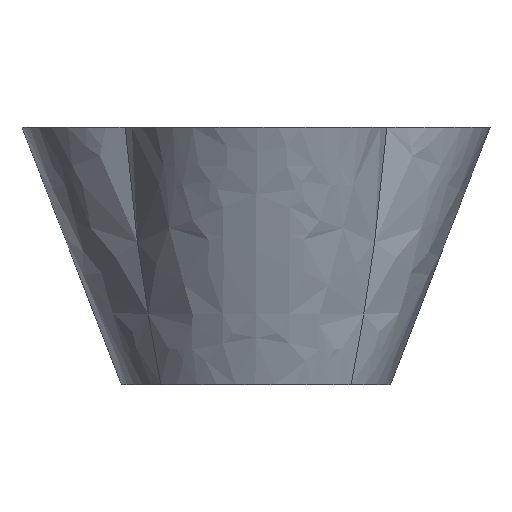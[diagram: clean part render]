
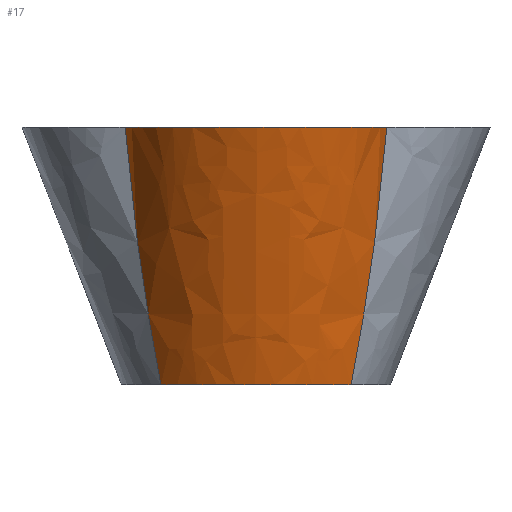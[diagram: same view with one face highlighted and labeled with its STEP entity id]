
A CAD part, front view. The second image highlights one B-rep face of the part: STEP entity #17.
In plain terms, the highlighted free-form (B-spline) face has degree [3, 1] with [4, 2] control points.
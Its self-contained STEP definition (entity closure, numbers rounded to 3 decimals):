
#17 = ADVANCED_FACE('',(#18),#58,.T.);
#18 = FACE_BOUND('',#19,.T.);
#19 = EDGE_LOOP('',(#20,#32,#42,#52));
#20 = ORIENTED_EDGE('',*,*,#21,.F.);
#21 = EDGE_CURVE('',#22,#24,#26,.T.);
#22 = VERTEX_POINT('',#23);
#23 = CARTESIAN_POINT('',(21.609,-21.609,42.512
    ));
#24 = VERTEX_POINT('',#25);
#25 = CARTESIAN_POINT('',(15.713,-15.713,0.));
#26 = B_SPLINE_CURVE_WITH_KNOTS('',3,(#27,#28,#29,#30,#31),
  .UNSPECIFIED.,.F.,.F.,(4,1,4),(0.,0.018,
    0.036),.UNSPECIFIED.);
#27 = CARTESIAN_POINT('',(21.609,-21.609,42.512
    ));
#28 = CARTESIAN_POINT('',(21.071,-21.071,35.32
    ));
#29 = CARTESIAN_POINT('',(19.437,-19.437,
    21.049));
#30 = CARTESIAN_POINT('',(17.06,-17.06,6.969
    ));
#31 = CARTESIAN_POINT('',(15.713,-15.713,
    0.));
#32 = ORIENTED_EDGE('',*,*,#33,.F.);
#33 = EDGE_CURVE('',#34,#22,#36,.T.);
#34 = VERTEX_POINT('',#35);
#35 = CARTESIAN_POINT('',(-21.609,-21.609,
    42.512));
#36 = ( BOUNDED_CURVE() B_SPLINE_CURVE(2,(#37,#38,#39,#40,#41),
.UNSPECIFIED.,.F.,.F.) B_SPLINE_CURVE_WITH_KNOTS((3,2,3),(3.377
,4.712,6.048),.PIECEWISE_BEZIER_KNOTS.) CURVE() 
GEOMETRIC_REPRESENTATION_ITEM() RATIONAL_B_SPLINE_CURVE((1.,
0.785,1.,0.785,1.)) REPRESENTATION_ITEM('') );
#37 = CARTESIAN_POINT('',(-21.609,-21.609,
    42.512));
#38 = CARTESIAN_POINT('',(-17.521,-38.647,
    42.512));
#39 = CARTESIAN_POINT('',(0.,-38.647,
    42.512));
#40 = CARTESIAN_POINT('',(17.521,-38.647,
    42.512));
#41 = CARTESIAN_POINT('',(21.609,-21.609,42.512
    ));
#42 = ORIENTED_EDGE('',*,*,#43,.T.);
#43 = EDGE_CURVE('',#34,#44,#46,.T.);
#44 = VERTEX_POINT('',#45);
#45 = CARTESIAN_POINT('',(-15.713,-15.713,0.));
#46 = B_SPLINE_CURVE_WITH_KNOTS('',3,(#47,#48,#49,#50,#51),
  .UNSPECIFIED.,.F.,.F.,(4,1,4),(0.,0.018,
    0.036),.UNSPECIFIED.);
#47 = CARTESIAN_POINT('',(-21.609,-21.609,
    42.512));
#48 = CARTESIAN_POINT('',(-21.071,-21.071,35.32)
  );
#49 = CARTESIAN_POINT('',(-19.437,-19.437,
    21.049));
#50 = CARTESIAN_POINT('',(-17.06,-17.06,6.969)
  );
#51 = CARTESIAN_POINT('',(-15.713,-15.713,
    0.));
#52 = ORIENTED_EDGE('',*,*,#53,.T.);
#53 = EDGE_CURVE('',#44,#24,#54,.T.);
#54 = ( BOUNDED_CURVE() B_SPLINE_CURVE(2,(#55,#56,#57),.UNSPECIFIED.,.F.
,.F.) B_SPLINE_CURVE_WITH_KNOTS((3,3),(3.927,5.498),
.PIECEWISE_BEZIER_KNOTS.) CURVE() GEOMETRIC_REPRESENTATION_ITEM() 
RATIONAL_B_SPLINE_CURVE((1.,0.707,1.)) REPRESENTATION_ITEM('') 
  );
#55 = CARTESIAN_POINT('',(-15.713,-15.713,0.));
#56 = CARTESIAN_POINT('',(0.,-31.427,0.));
#57 = CARTESIAN_POINT('',(15.713,-15.713,0.));
#58 = ( BOUNDED_SURFACE() B_SPLINE_SURFACE(3,1,(
    (#59,#60)
    ,(#61,#62)
    ,(#63,#64)
,(#65,#66
  )),.UNSPECIFIED.,.F.,.F.,.F.) B_SPLINE_SURFACE_WITH_KNOTS((4,4),(2,2),
  (0.551,0.949),(0.,1.),.PIECEWISE_BEZIER_KNOTS.) 
GEOMETRIC_REPRESENTATION_ITEM() RATIONAL_B_SPLINE_SURFACE((
    (0.818,0.818)
    ,(0.394,0.394)
    ,(0.394,0.394)
,(0.818,0.818))) REPRESENTATION_ITEM('') SURFACE() );
#59 = CARTESIAN_POINT('',(-21.668,-4.933,0.));
#60 = CARTESIAN_POINT('',(-21.668,-21.358,
    42.512));
#61 = CARTESIAN_POINT('',(-15.006,-34.196,0.));
#62 = CARTESIAN_POINT('',(-15.006,-50.621,
    42.512));
#63 = CARTESIAN_POINT('',(15.006,-34.196,0.));
#64 = CARTESIAN_POINT('',(15.006,-50.621,
    42.512));
#65 = CARTESIAN_POINT('',(21.668,-4.933,0.));
#66 = CARTESIAN_POINT('',(21.668,-21.358,
    42.512));
